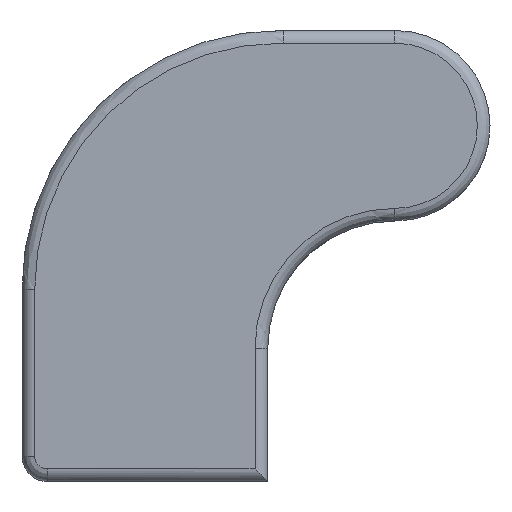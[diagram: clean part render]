
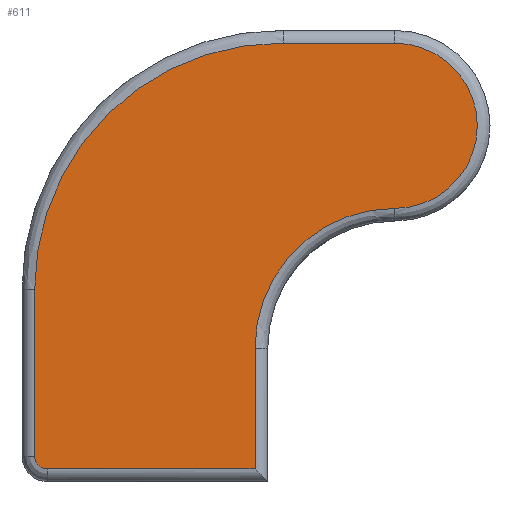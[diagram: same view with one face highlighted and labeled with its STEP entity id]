
A CAD part, front view. The second image highlights one B-rep face of the part: STEP entity #611.
In plain terms, the highlighted planar face has unit normal (0, -1, 0).
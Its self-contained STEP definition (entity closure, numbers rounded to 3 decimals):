
#343=CARTESIAN_POINT('',(8.84,-9.5,1.));
#344=VERTEX_POINT('',#343);
#357=CARTESIAN_POINT('',(-7.5,-9.5,1.));
#358=VERTEX_POINT('',#357);
#359=CARTESIAN_POINT('',(-7.5,-9.5,1.));
#360=DIRECTION('',(1.0,0.0,0.0));
#361=VECTOR('',#360,16.34);
#362=LINE('',#359,#361);
#363=EDGE_CURVE('',#358,#344,#362,.T.);
#388=CARTESIAN_POINT('',(8.84,-9.5,10.496));
#389=VERTEX_POINT('',#388);
#397=CARTESIAN_POINT('',(8.84,-9.5,1.));
#398=DIRECTION('',(0.0,0.0,1.0));
#399=VECTOR('',#398,9.496);
#400=LINE('',#397,#399);
#401=EDGE_CURVE('',#344,#389,#400,.T.);
#420=CARTESIAN_POINT('',(11.096,-9.5,34.505));
#421=VERTEX_POINT('',#420);
#429=CARTESIAN_POINT('',(19.833,-9.5,34.505));
#430=VERTEX_POINT('',#429);
#431=CARTESIAN_POINT('',(19.833,-9.5,34.505));
#432=DIRECTION('',(-1.0,0.0,0.0));
#433=VECTOR('',#432,8.737);
#434=LINE('',#431,#433);
#435=EDGE_CURVE('',#430,#421,#434,.T.);
#527=CARTESIAN_POINT('',(-8.5,-9.5,15.144));
#528=VERTEX_POINT('',#527);
#536=CARTESIAN_POINT('',(11.074,-9.5,34.505));
#537=VERTEX_POINT('',#536);
#538=CARTESIAN_POINT('',(10.862,-9.5,15.144));
#539=DIRECTION('',(0.0,-1.0,0.0));
#540=DIRECTION('',(-1.0,0.0,0.));
#541=AXIS2_PLACEMENT_3D('',#538,#539,#540);
#542=CIRCLE('',#541,19.362);
#543=EDGE_CURVE('',#537,#528,#542,.T.);
#562=CARTESIAN_POINT('',(-13.183,-9.5,-3.551));
#563=DIRECTION('',(0.0,-1.0,0.0));
#564=DIRECTION('',(1.0,0.0,0.0));
#565=AXIS2_PLACEMENT_3D('',#562,#563,#564);
#566=PLANE('',#565);
#567=CARTESIAN_POINT('',(-8.5,-9.5,2.));
#568=VERTEX_POINT('',#567);
#569=CARTESIAN_POINT('',(-8.5,-9.5,15.144));
#570=DIRECTION('',(0.0,0.0,-1.0));
#571=VECTOR('',#570,13.144);
#572=LINE('',#569,#571);
#573=EDGE_CURVE('',#528,#568,#572,.T.);
#574=ORIENTED_EDGE('',*,*,#573,.T.);
#575=CARTESIAN_POINT('',(-7.5,-9.5,2.));
#576=DIRECTION('',(0.0,-1.0,0.0));
#577=DIRECTION('',(0.0,0.0,-1.0));
#578=AXIS2_PLACEMENT_3D('',#575,#576,#577);
#579=CIRCLE('',#578,1.0);
#580=EDGE_CURVE('',#568,#358,#579,.T.);
#581=ORIENTED_EDGE('',*,*,#580,.T.);
#582=ORIENTED_EDGE('',*,*,#363,.T.);
#583=ORIENTED_EDGE('',*,*,#401,.T.);
#584=CARTESIAN_POINT('',(19.837,-9.5,21.501));
#585=VERTEX_POINT('',#584);
#586=CARTESIAN_POINT('',(19.845,-9.5,10.496));
#587=DIRECTION('',(0.0,1.,0.0));
#588=DIRECTION('',(-0.001,0.0,1.));
#589=AXIS2_PLACEMENT_3D('',#586,#587,#588);
#590=CIRCLE('',#589,11.005);
#591=EDGE_CURVE('',#389,#585,#590,.T.);
#592=ORIENTED_EDGE('',*,*,#591,.T.);
#593=CARTESIAN_POINT('',(19.833,-9.5,28.003));
#594=DIRECTION('',(0.0,-1.0,0.0));
#595=DIRECTION('',(0.0,0.0,1.0));
#596=AXIS2_PLACEMENT_3D('',#593,#594,#595);
#597=CIRCLE('',#596,6.502);
#598=EDGE_CURVE('',#585,#430,#597,.T.);
#599=ORIENTED_EDGE('',*,*,#598,.T.);
#600=ORIENTED_EDGE('',*,*,#435,.T.);
#601=CARTESIAN_POINT('',(11.096,-9.5,36.505));
#602=DIRECTION('',(0.0,-1.0,0.0));
#603=DIRECTION('',(-0.011,0.0,-1.));
#604=AXIS2_PLACEMENT_3D('',#601,#602,#603);
#605=CIRCLE('',#604,2.);
#606=EDGE_CURVE('',#537,#421,#605,.T.);
#607=ORIENTED_EDGE('',*,*,#606,.F.);
#608=ORIENTED_EDGE('',*,*,#543,.T.);
#609=EDGE_LOOP('',(#574,#581,#582,#583,#592,#599,#600,#607,#608));
#610=FACE_OUTER_BOUND('',#609,.T.);
#611=ADVANCED_FACE('',(#610),#566,.T.);
